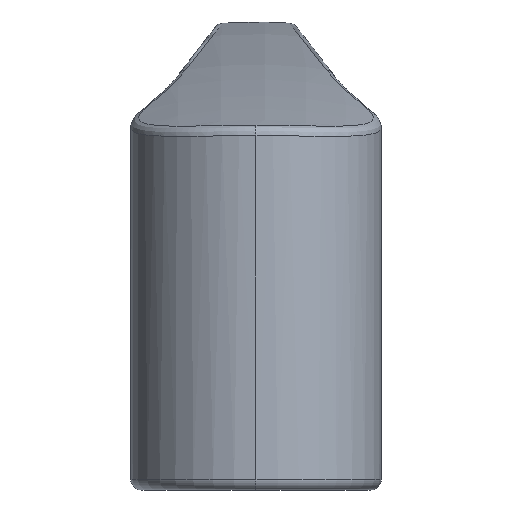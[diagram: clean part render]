
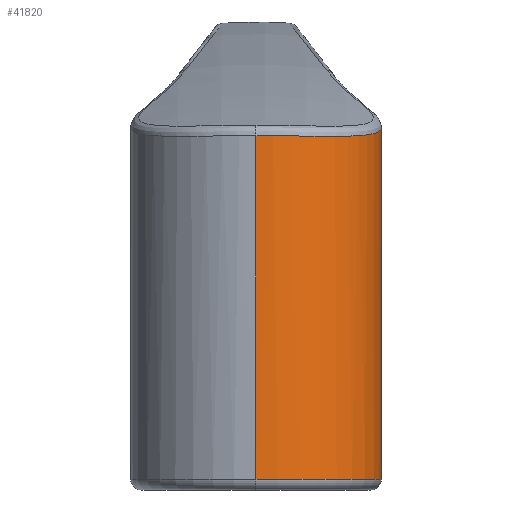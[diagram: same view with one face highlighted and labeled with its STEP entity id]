
A CAD part, left-side view. The second image highlights one B-rep face of the part: STEP entity #41820.
In plain terms, the highlighted cylindrical face has radius 9.5 mm (diameter 19 mm), a partial arc.
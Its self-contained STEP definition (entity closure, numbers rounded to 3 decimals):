
#13040=CARTESIAN_POINT('',(0.,0.,19.5));
#13050=DIRECTION('',(0.,0.,1.));
#13060=DIRECTION('',(1.,0.,0.));
#13070=AXIS2_PLACEMENT_3D('',#13040,#13050,#13060);
#13080=CIRCLE('',#13070,9.5);
#13090=CARTESIAN_POINT('',(9.5,0.,19.5));
#13100=VERTEX_POINT('',#13090);
#13130=CARTESIAN_POINT('',(2.83,-9.069,19.5));
#13140=VERTEX_POINT('',#13130);
#13150=EDGE_CURVE('',#13140,#13100,#13080,.T.);
#20200=CARTESIAN_POINT('',(2.83,-9.069,
28.049));
#20210=VERTEX_POINT('',#20200);
#37340=CARTESIAN_POINT('',(-9.5,0.,0.8));
#37350=VERTEX_POINT('',#37340);
#37380=CARTESIAN_POINT('',(0.,0.,0.8));
#37390=DIRECTION('',(0.,0.,-1.));
#37400=DIRECTION('',(1.,0.,0.));
#37410=AXIS2_PLACEMENT_3D('',#37380,#37390,#37400);
#37420=CIRCLE('',#37410,9.5);
#37430=CARTESIAN_POINT('',(9.5,0.,0.8));
#37440=VERTEX_POINT('',#37430);
#37450=EDGE_CURVE('',#37440,#37350,#37420,.T.);
#40790=CARTESIAN_POINT('',(0.,0.,0.));
#40800=DIRECTION('',(0.,0.,1.));
#40810=DIRECTION('',(1.,0.,0.));
#40820=AXIS2_PLACEMENT_3D('',#40790,#40800,#40810);
#40830=CYLINDRICAL_SURFACE('',#40820,9.5);
#40840=CARTESIAN_POINT('',(-9.5,0.,0.));
#40850=DIRECTION('',(0.,0.,1.));
#40860=VECTOR('',#40850,1.);
#40870=LINE('',#40840,#40860);
#40880=CARTESIAN_POINT('',(-9.5,0.,26.856));
#40890=VERTEX_POINT('',#40880);
#40900=EDGE_CURVE('',#37350,#40890,#40870,.T.);
#40910=ORIENTED_EDGE('',*,*,#40900,.F.);
#40920=CARTESIAN_POINT('',(-9.5,0.,
26.856));
#40930=CARTESIAN_POINT('',(-9.5,-0.035,
26.856));
#40940=CARTESIAN_POINT('',(-9.5,-0.069,
26.856));
#40950=CARTESIAN_POINT('',(-9.498,-0.199,
26.856));
#40960=CARTESIAN_POINT('',(-9.496,-0.295,
26.856));
#40970=CARTESIAN_POINT('',(-9.484,-0.586,
26.856));
#40980=CARTESIAN_POINT('',(-9.47,-0.782,
26.855));
#40990=CARTESIAN_POINT('',(-9.43,-1.171,
26.853));
#41000=CARTESIAN_POINT('',(-9.403,-1.365,
26.852));
#41010=CARTESIAN_POINT('',(-9.339,-1.752,
26.849));
#41020=CARTESIAN_POINT('',(-9.301,-1.944,
26.848));
#41030=CARTESIAN_POINT('',(-9.213,-2.326,
26.844));
#41040=CARTESIAN_POINT('',(-9.163,-2.515,
26.842));
#41050=CARTESIAN_POINT('',(-9.052,-2.891,
26.838));
#41060=CARTESIAN_POINT('',(-8.99,-3.077,
26.836));
#41070=CARTESIAN_POINT('',(-8.856,-3.445,
26.831));
#41080=CARTESIAN_POINT('',(-8.783,-3.626,
26.829));
#41090=CARTESIAN_POINT('',(-8.626,-3.985,
26.825));
#41100=CARTESIAN_POINT('',(-8.542,-4.162,
26.823));
#41110=CARTESIAN_POINT('',(-8.363,-4.511,
26.819));
#41120=CARTESIAN_POINT('',(-8.268,-4.682,
26.817));
#41130=CARTESIAN_POINT('',(-8.085,-4.991,
26.814));
#41140=CARTESIAN_POINT('',(-7.999,-5.128,
26.812));
#41150=CARTESIAN_POINT('',(-7.819,-5.399,
26.811));
#41160=CARTESIAN_POINT('',(-7.725,-5.532,
26.81));
#41170=CARTESIAN_POINT('',(-7.531,-5.793,
26.809));
#41180=CARTESIAN_POINT('',(-7.431,-5.921,
26.809));
#41190=CARTESIAN_POINT('',(-7.224,-6.171,
26.809));
#41200=CARTESIAN_POINT('',(-7.118,-6.294,
26.81));
#41210=CARTESIAN_POINT('',(-6.789,-6.654,
26.813));
#41220=CARTESIAN_POINT('',(-6.557,-6.882,
26.817));
#41230=CARTESIAN_POINT('',(-6.193,-7.206,
26.827));
#41240=CARTESIAN_POINT('',(-6.069,-7.311,
26.83));
#41250=CARTESIAN_POINT('',(-5.815,-7.514,
26.839));
#41260=CARTESIAN_POINT('',(-5.686,-7.612,
26.844));
#41270=CARTESIAN_POINT('',(-5.554,-7.707,
26.85));
#41280=CARTESIAN_POINT('',(-5.398,-7.82,
26.857));
#41290=CARTESIAN_POINT('',(-5.238,-7.928,
26.864));
#41300=CARTESIAN_POINT('',(-4.912,-8.134,
26.882));
#41310=CARTESIAN_POINT('',(-4.746,-8.232,
26.892));
#41320=CARTESIAN_POINT('',(-4.409,-8.417,
26.914));
#41330=CARTESIAN_POINT('',(-4.237,-8.505,
26.927));
#41340=CARTESIAN_POINT('',(-3.889,-8.669,
26.954));
#41350=CARTESIAN_POINT('',(-3.713,-8.746,
26.969));
#41360=CARTESIAN_POINT('',(-3.356,-8.889,
27.001));
#41370=CARTESIAN_POINT('',(-3.176,-8.955,
27.019));
#41380=CARTESIAN_POINT('',(-2.812,-9.076,
27.057));
#41390=CARTESIAN_POINT('',(-2.628,-9.131,
27.077));
#41400=CARTESIAN_POINT('',(-2.258,-9.23,
27.12));
#41410=CARTESIAN_POINT('',(-2.072,-9.273,
27.143));
#41420=CARTESIAN_POINT('',(-1.697,-9.349,
27.192));
#41430=CARTESIAN_POINT('',(-1.509,-9.381,
27.218));
#41440=CARTESIAN_POINT('',(-1.132,-9.434,
27.272));
#41450=CARTESIAN_POINT('',(-0.944,-9.455,
27.301));
#41460=CARTESIAN_POINT('',(-0.567,-9.485,
27.36));
#41470=CARTESIAN_POINT('',(-0.378,-9.494,
27.391));
#41480=CARTESIAN_POINT('',(-0.001,-9.502,
27.456));
#41490=CARTESIAN_POINT('',(0.187,-9.5,
27.489));
#41500=CARTESIAN_POINT('',(0.563,-9.485,
27.558));
#41510=CARTESIAN_POINT('',(0.751,-9.472,
27.594));
#41520=CARTESIAN_POINT('',(1.124,-9.435,
27.668));
#41530=CARTESIAN_POINT('',(1.31,-9.411,
27.707));
#41540=CARTESIAN_POINT('',(1.68,-9.352,
27.785));
#41550=CARTESIAN_POINT('',(1.863,-9.317,
27.825));
#41560=CARTESIAN_POINT('',(2.228,-9.237,
27.907));
#41570=CARTESIAN_POINT('',(2.409,-9.191,
27.949));
#41580=CARTESIAN_POINT('',(2.636,-9.127,
28.003));
#41590=CARTESIAN_POINT('',(2.684,-9.113,
28.014));
#41600=CARTESIAN_POINT('',(2.765,-9.089,
28.033));
#41610=CARTESIAN_POINT('',(2.798,-9.079,
28.041));
#41620=CARTESIAN_POINT('',(2.83,-9.069,
28.049));
#41630=B_SPLINE_CURVE_WITH_KNOTS('',3,(#40920,#40930,#40940,#40950,
#40960,#40970,#40980,#40990,#41000,#41010,#41020,#41030,#41040,#41050,
#41060,#41070,#41080,#41090,#41100,#41110,#41120,#41130,#41140,#41150,
#41160,#41170,#41180,#41190,#41200,#41210,#41220,#41230,#41240,#41250,
#41260,#41270,#41280,#41290,#41300,#41310,#41320,#41330,#41340,#41350,
#41360,#41370,#41380,#41390,#41400,#41410,#41420,#41430,#41440,#41450,
#41460,#41470,#41480,#41490,#41500,#41510,#41520,#41530,#41540,#41550,
#41560,#41570,#41580,#41590,#41600,#41610,#41620),.UNSPECIFIED.,.F.,.F.,
(4,2,2,2,2,2,2,2,2,2,2,2,2,2,2,2,2,3,2,2,2,2,2,2,2,2,2,2,2,2,2,2,2,2,4),
(0.,0.1,0.379,0.948,
1.517,2.086,2.655,3.224,
3.793,4.361,4.929,5.4,
5.871,6.341,6.812,7.752,
8.221,8.691,9.247,9.804,
10.36,10.916,11.471,12.026,
12.581,13.136,13.687,14.238,
14.789,15.34,15.891,16.442,
16.993,17.141,17.243),.UNSPECIFIED.);
#41640=EDGE_CURVE('',#40890,#20210,#41630,.T.);
#41650=ORIENTED_EDGE('',*,*,#41640,.F.);
#41660=CARTESIAN_POINT('',(2.83,-9.069,0.));
#41670=DIRECTION('',(0.,0.,-1.));
#41680=VECTOR('',#41670,1.);
#41690=LINE('',#41660,#41680);
#41700=EDGE_CURVE('',#20210,#13140,#41690,.T.);
#41710=ORIENTED_EDGE('',*,*,#41700,.F.);
#41720=ORIENTED_EDGE('',*,*,#13150,.F.);
#41730=CARTESIAN_POINT('',(9.5,0.,0.));
#41740=DIRECTION('',(0.,0.,1.));
#41750=VECTOR('',#41740,1.);
#41760=LINE('',#41730,#41750);
#41770=EDGE_CURVE('',#37440,#13100,#41760,.T.);
#41780=ORIENTED_EDGE('',*,*,#41770,.T.);
#41790=ORIENTED_EDGE('',*,*,#37450,.F.);
#41800=EDGE_LOOP('',(#41790,#41780,#41720,#41710,#41650,#40910));
#41810=FACE_OUTER_BOUND('',#41800,.T.);
#41820=ADVANCED_FACE('',(#41810),#40830,.T.);
